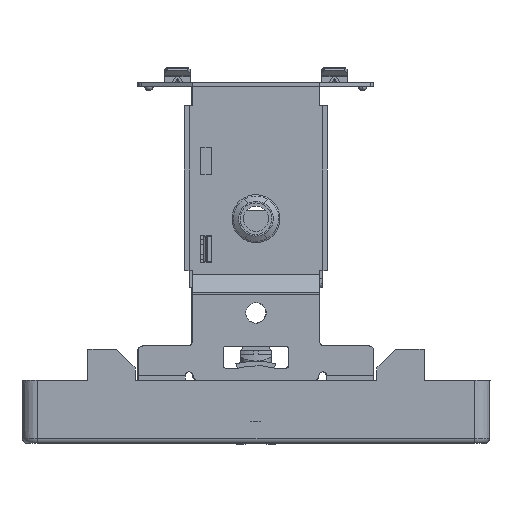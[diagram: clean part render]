
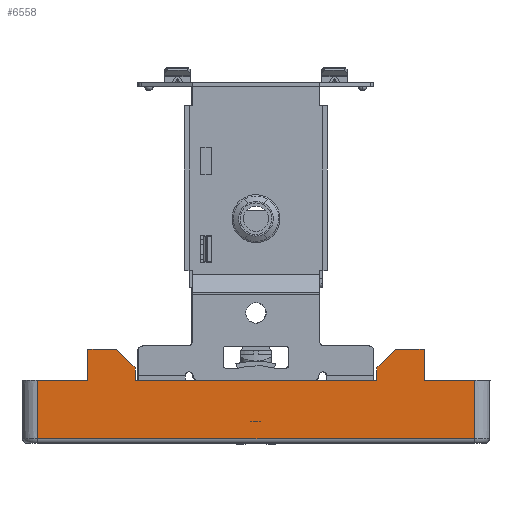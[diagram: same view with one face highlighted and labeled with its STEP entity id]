
A CAD part, left-side view. The second image highlights one B-rep face of the part: STEP entity #6558.
In plain terms, the highlighted face is planar.
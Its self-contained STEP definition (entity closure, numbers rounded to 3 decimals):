
#426=DIRECTION('',(0.,0.009,-1.));
#427=VECTOR('',#426,18.514);
#428=CARTESIAN_POINT('',(69.5,232.838,18.513));
#429=LINE('',#428,#427);
#434=DIRECTION('',(1.,0.,0.));
#435=VECTOR('',#434,77.);
#436=CARTESIAN_POINT('',(-38.5,233.,0.));
#437=LINE('',#436,#435);
#438=DIRECTION('',(0.707,0.006,-0.707));
#439=VECTOR('',#438,8.485);
#440=CARTESIAN_POINT('',(38.5,233.035,-4.));
#441=LINE('',#440,#439);
#442=DIRECTION('',(1.,0.,0.));
#443=VECTOR('',#442,16.);
#444=CARTESIAN_POINT('',(53.5,233.,0.));
#445=LINE('',#444,#443);
#446=DIRECTION('',(1.,0.,0.));
#447=VECTOR('',#446,16.);
#448=CARTESIAN_POINT('',(-69.5,233.,0.));
#449=LINE('',#448,#447);
#450=DIRECTION('',(0.,-0.009,1.));
#451=VECTOR('',#450,10.);
#452=CARTESIAN_POINT('',(-53.5,233.087,-10.));
#453=LINE('',#452,#451);
#454=DIRECTION('',(0.707,-0.006,0.707));
#455=VECTOR('',#454,8.485);
#456=CARTESIAN_POINT('',(-44.5,233.087,-10.));
#457=LINE('',#456,#455);
#458=DIRECTION('',(0.,-0.009,1.));
#459=VECTOR('',#458,4.);
#460=CARTESIAN_POINT('',(-38.5,233.035,-4.));
#461=LINE('',#460,#459);
#1466=DIRECTION('',(0.,-0.009,1.));
#1467=VECTOR('',#1466,10.);
#1468=CARTESIAN_POINT('',(53.5,233.087,-10.));
#1469=LINE('',#1468,#1467);
#1470=DIRECTION('',(1.,0.,0.));
#1471=VECTOR('',#1470,9.);
#1472=CARTESIAN_POINT('',(44.5,233.087,-10.));
#1473=LINE('',#1472,#1471);
#1490=DIRECTION('',(0.,-0.009,1.));
#1491=VECTOR('',#1490,4.);
#1492=CARTESIAN_POINT('',(38.5,233.035,-4.));
#1493=LINE('',#1492,#1491);
#1611=DIRECTION('',(1.,0.,0.));
#1612=VECTOR('',#1611,9.);
#1613=CARTESIAN_POINT('',(-53.5,233.087,-10.));
#1614=LINE('',#1613,#1612);
#2322=DIRECTION('',(1.,0.,0.));
#2323=VECTOR('',#2322,139.);
#2324=CARTESIAN_POINT('',(-69.5,232.838,18.513));
#2325=LINE('',#2324,#2323);
#2349=DIRECTION('',(0.,-0.009,1.));
#2350=VECTOR('',#2349,18.514);
#2351=CARTESIAN_POINT('',(-69.5,233.,0.));
#2352=LINE('',#2351,#2350);
#5079=CARTESIAN_POINT('',(69.5,232.838,18.513));
#5080=CARTESIAN_POINT('',(69.5,233.,0.));
#5081=VERTEX_POINT('',#5079);
#5082=VERTEX_POINT('',#5080);
#5083=CARTESIAN_POINT('',(-69.5,233.,0.));
#5084=CARTESIAN_POINT('',(-69.5,232.838,18.513));
#5085=VERTEX_POINT('',#5083);
#5086=VERTEX_POINT('',#5084);
#5457=CARTESIAN_POINT('',(53.5,233.,0.));
#5458=VERTEX_POINT('',#5457);
#5459=CARTESIAN_POINT('',(38.5,233.035,-4.));
#5460=CARTESIAN_POINT('',(44.5,233.087,-10.));
#5461=VERTEX_POINT('',#5459);
#5462=VERTEX_POINT('',#5460);
#5463=CARTESIAN_POINT('',(38.5,233.,0.));
#5464=VERTEX_POINT('',#5463);
#5465=CARTESIAN_POINT('',(53.5,233.087,-10.));
#5466=VERTEX_POINT('',#5465);
#5467=CARTESIAN_POINT('',(-53.5,233.,0.));
#5468=VERTEX_POINT('',#5467);
#5469=CARTESIAN_POINT('',(-44.5,233.087,-10.));
#5470=CARTESIAN_POINT('',(-38.5,233.035,-4.));
#5471=VERTEX_POINT('',#5469);
#5472=VERTEX_POINT('',#5470);
#5473=CARTESIAN_POINT('',(-38.5,233.,0.));
#5474=VERTEX_POINT('',#5473);
#5475=CARTESIAN_POINT('',(-53.5,233.087,-10.));
#5476=VERTEX_POINT('',#5475);
#6526=CARTESIAN_POINT('',(74.5,233.,0.));
#6527=DIRECTION('',(0.,-1.,-0.009));
#6528=DIRECTION('',(-1.,0.,0.));
#6529=AXIS2_PLACEMENT_3D('',#6526,#6527,#6528);
#6530=PLANE('',#6529);
#6532=ORIENTED_EDGE('',*,*,#6531,.T.);
#6534=ORIENTED_EDGE('',*,*,#6533,.F.);
#6536=ORIENTED_EDGE('',*,*,#6535,.T.);
#6538=ORIENTED_EDGE('',*,*,#6537,.T.);
#6540=ORIENTED_EDGE('',*,*,#6539,.T.);
#6541=ORIENTED_EDGE('',*,*,#6466,.T.);
#6542=ORIENTED_EDGE('',*,*,#6517,.F.);
#6544=ORIENTED_EDGE('',*,*,#6543,.F.);
#6546=ORIENTED_EDGE('',*,*,#6545,.F.);
#6547=ORIENTED_EDGE('',*,*,#6026,.T.);
#6549=ORIENTED_EDGE('',*,*,#6548,.F.);
#6551=ORIENTED_EDGE('',*,*,#6550,.T.);
#6553=ORIENTED_EDGE('',*,*,#6552,.T.);
#6555=ORIENTED_EDGE('',*,*,#6554,.T.);
#6556=EDGE_LOOP('',(#6532,#6534,#6536,#6538,#6540,#6541,#6542,#6544,#6546,#6547,
#6549,#6551,#6553,#6555));
#6557=FACE_OUTER_BOUND('',#6556,.F.);
#6558=ADVANCED_FACE('',(#6557),#6530,.F.);
#6026=EDGE_CURVE('',#5085,#5468,#449,.T.);
#6466=EDGE_CURVE('',#5458,#5082,#445,.T.);
#6517=EDGE_CURVE('',#5081,#5082,#429,.T.);
#6531=EDGE_CURVE('',#5474,#5464,#437,.T.);
#6533=EDGE_CURVE('',#5461,#5464,#1493,.T.);
#6535=EDGE_CURVE('',#5461,#5462,#441,.T.);
#6537=EDGE_CURVE('',#5462,#5466,#1473,.T.);
#6539=EDGE_CURVE('',#5466,#5458,#1469,.T.);
#6543=EDGE_CURVE('',#5086,#5081,#2325,.T.);
#6545=EDGE_CURVE('',#5085,#5086,#2352,.T.);
#6548=EDGE_CURVE('',#5476,#5468,#453,.T.);
#6550=EDGE_CURVE('',#5476,#5471,#1614,.T.);
#6552=EDGE_CURVE('',#5471,#5472,#457,.T.);
#6554=EDGE_CURVE('',#5472,#5474,#461,.T.);
